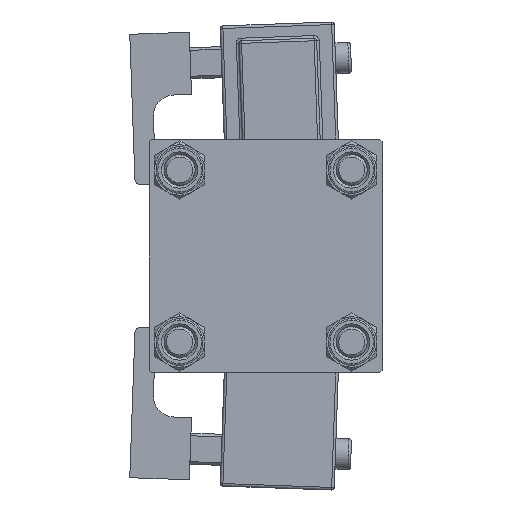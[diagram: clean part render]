
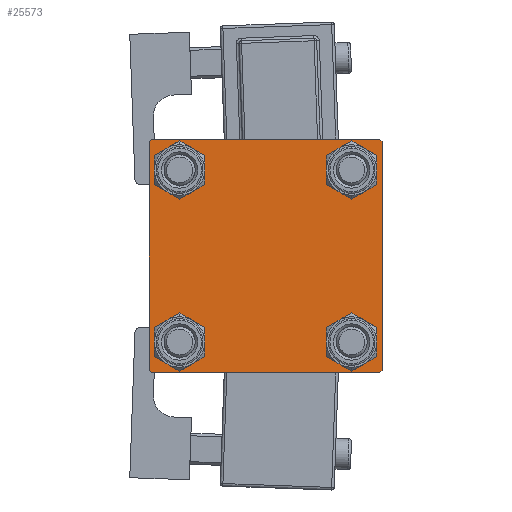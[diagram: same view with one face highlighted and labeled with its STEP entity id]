
A CAD part, left-side view. The second image highlights one B-rep face of the part: STEP entity #25573.
In plain terms, the highlighted planar face has unit normal (-1, 0, 0).
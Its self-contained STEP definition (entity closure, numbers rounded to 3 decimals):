
#1004 = CARTESIAN_POINT ( 'NONE',  ( 0., 22., 22.5 ) ) ;
#1345 = ORIENTED_EDGE ( 'NONE', *, *, #19620, .T. ) ;
#1907 = VECTOR ( 'NONE', #27978, 1000. ) ;
#2143 = CARTESIAN_POINT ( 'NONE',  ( 0., -16.6, -16.6 ) ) ;
#2352 = VERTEX_POINT ( 'NONE', #1004 ) ;
#2673 = EDGE_CURVE ( 'NONE', #34568, #12908, #48769, .T. ) ;
#3024 = ORIENTED_EDGE ( 'NONE', *, *, #10497, .T. ) ;
#3598 = CARTESIAN_POINT ( 'NONE',  ( 0., -22.25, 22.25 ) ) ;
#3919 = CARTESIAN_POINT ( 'NONE',  ( 0., 22.5, 22.5 ) ) ;
#3989 = VECTOR ( 'NONE', #34850, 1000. ) ;
#4022 = CIRCLE ( 'NONE', #44977, 3.5 ) ;
#4860 = DIRECTION ( 'NONE',  ( 0., 0., 1. ) ) ;
#5111 = VECTOR ( 'NONE', #35957, 1000. ) ;
#5210 = EDGE_LOOP ( 'NONE', ( #1345, #44491 ) ) ;
#5672 = VERTEX_POINT ( 'NONE', #26198 ) ;
#5990 = DIRECTION ( 'NONE',  ( 0., 0.707, -0.707 ) ) ;
#6065 = CARTESIAN_POINT ( 'NONE',  ( 0., 16.6, -13.1 ) ) ;
#6142 = CARTESIAN_POINT ( 'NONE',  ( 0., -22.25, -22.25 ) ) ;
#6590 = VERTEX_POINT ( 'NONE', #10897 ) ;
#6985 = VERTEX_POINT ( 'NONE', #50526 ) ;
#7174 = FACE_OUTER_BOUND ( 'NONE', #49664, .T. ) ;
#7198 = VECTOR ( 'NONE', #25670, 1000. ) ;
#7803 = EDGE_CURVE ( 'NONE', #41459, #41521, #28196, .T. ) ;
#8272 = CARTESIAN_POINT ( 'NONE',  ( 0., -16.6, -13.1 ) ) ;
#8285 = VERTEX_POINT ( 'NONE', #43761 ) ;
#9352 = VERTEX_POINT ( 'NONE', #17679 ) ;
#9380 = CARTESIAN_POINT ( 'NONE',  ( 0., 22.5, -22.5 ) ) ;
#9948 = VECTOR ( 'NONE', #25907, 1000. ) ;
#9988 = CARTESIAN_POINT ( 'NONE',  ( 0., 22.25, 22.25 ) ) ;
#10316 = VECTOR ( 'NONE', #5990, 1000. ) ;
#10497 = EDGE_CURVE ( 'NONE', #50277, #12908, #26439, .T. ) ;
#10507 = DIRECTION ( 'NONE',  ( 1., 0., 0. ) ) ;
#10848 = CIRCLE ( 'NONE', #12576, 3.5 ) ;
#10897 = CARTESIAN_POINT ( 'NONE',  ( 0., -16.6, 20.1 ) ) ;
#10919 = DIRECTION ( 'NONE',  ( -1., 0., 0. ) ) ;
#12079 = CARTESIAN_POINT ( 'NONE',  ( 0., 16.6, -16.6 ) ) ;
#12497 = ORIENTED_EDGE ( 'NONE', *, *, #27601, .T. ) ;
#12545 = CARTESIAN_POINT ( 'NONE',  ( 0., -16.6, -20.1 ) ) ;
#12576 = AXIS2_PLACEMENT_3D ( 'NONE', #12797, #17064, #44849 ) ;
#12797 = CARTESIAN_POINT ( 'NONE',  ( 0., 16.6, -16.6 ) ) ;
#12908 = VERTEX_POINT ( 'NONE', #41380 ) ;
#12981 = EDGE_CURVE ( 'NONE', #2352, #26552, #35996, .T. ) ;
#13629 = LINE ( 'NONE', #25378, #9948 ) ;
#13911 = CARTESIAN_POINT ( 'NONE',  ( 0., -22., -22.5 ) ) ;
#14248 = CIRCLE ( 'NONE', #49234, 3.5 ) ;
#14721 = VECTOR ( 'NONE', #50732, 1000. ) ;
#16114 = EDGE_LOOP ( 'NONE', ( #31853, #28434 ) ) ;
#16176 = DIRECTION ( 'NONE',  ( 0., 0., 1. ) ) ;
#16883 = DIRECTION ( 'NONE',  ( 1., 0., 0. ) ) ;
#17064 = DIRECTION ( 'NONE',  ( 1., 0., 0. ) ) ;
#17345 = ORIENTED_EDGE ( 'NONE', *, *, #46450, .T. ) ;
#17679 = CARTESIAN_POINT ( 'NONE',  ( 0., 16.6, 13.1 ) ) ;
#18247 = CARTESIAN_POINT ( 'NONE',  ( 0., 16.6, 16.6 ) ) ;
#18330 = CIRCLE ( 'NONE', #35388, 3.5 ) ;
#18353 = EDGE_CURVE ( 'NONE', #6985, #50058, #32488, .T. ) ;
#18428 = CARTESIAN_POINT ( 'NONE',  ( 0., 16.6, 16.6 ) ) ;
#18527 = CARTESIAN_POINT ( 'NONE',  ( 0., -16.6, 16.6 ) ) ;
#18647 = EDGE_CURVE ( 'NONE', #8285, #50277, #45971, .T. ) ;
#18937 = FACE_BOUND ( 'NONE', #16114, .T. ) ;
#19020 = DIRECTION ( 'NONE',  ( 1., 0., 0. ) ) ;
#19620 = EDGE_CURVE ( 'NONE', #6590, #46470, #18330, .T. ) ;
#20242 = CARTESIAN_POINT ( 'NONE',  ( 0., 22.5, 22.5 ) ) ;
#20796 = EDGE_LOOP ( 'NONE', ( #24260, #48342 ) ) ;
#20851 = VECTOR ( 'NONE', #39714, 1000. ) ;
#21121 = AXIS2_PLACEMENT_3D ( 'NONE', #40383, #16883, #4860 ) ;
#21996 = AXIS2_PLACEMENT_3D ( 'NONE', #2143, #51281, #42482 ) ;
#22275 = DIRECTION ( 'NONE',  ( 0., 0., 1. ) ) ;
#22651 = ORIENTED_EDGE ( 'NONE', *, *, #35215, .T. ) ;
#23202 = FACE_BOUND ( 'NONE', #29107, .T. ) ;
#24260 = ORIENTED_EDGE ( 'NONE', *, *, #40279, .T. ) ;
#25378 = CARTESIAN_POINT ( 'NONE',  ( 0., 22.25, -22.25 ) ) ;
#25573 = ADVANCED_FACE ( 'NONE', ( #51257, #18937, #43759, #23202, #7174 ), #44028, .T. ) ;
#25670 = DIRECTION ( 'NONE',  ( 0., -1., 0. ) ) ;
#25907 = DIRECTION ( 'NONE',  ( 0., -0.707, -0.707 ) ) ;
#26171 = DIRECTION ( 'NONE',  ( 0., 0., 1. ) ) ;
#26198 = CARTESIAN_POINT ( 'NONE',  ( 0., 16.6, 20.1 ) ) ;
#26439 = LINE ( 'NONE', #6142, #14721 ) ;
#26552 = VERTEX_POINT ( 'NONE', #39563 ) ;
#26931 = EDGE_CURVE ( 'NONE', #9352, #5672, #4022, .T. ) ;
#27601 = EDGE_CURVE ( 'NONE', #5672, #9352, #14248, .T. ) ;
#27677 = DIRECTION ( 'NONE',  ( 1., 0., 0. ) ) ;
#27879 = EDGE_CURVE ( 'NONE', #41521, #41459, #52668, .T. ) ;
#27978 = DIRECTION ( 'NONE',  ( 0., -1., 0. ) ) ;
#28196 = CIRCLE ( 'NONE', #41845, 3.5 ) ;
#28434 = ORIENTED_EDGE ( 'NONE', *, *, #27879, .T. ) ;
#29107 = EDGE_LOOP ( 'NONE', ( #12497, #36744 ) ) ;
#29704 = ORIENTED_EDGE ( 'NONE', *, *, #48397, .T. ) ;
#29824 = ORIENTED_EDGE ( 'NONE', *, *, #2673, .F. ) ;
#31853 = ORIENTED_EDGE ( 'NONE', *, *, #7803, .T. ) ;
#32488 = LINE ( 'NONE', #3919, #20851 ) ;
#33939 = CARTESIAN_POINT ( 'NONE',  ( 0., -22.5, 22. ) ) ;
#34315 = CARTESIAN_POINT ( 'NONE',  ( 0., 22.5, -22. ) ) ;
#34517 = DIRECTION ( 'NONE',  ( 0., 0., 1. ) ) ;
#34568 = VERTEX_POINT ( 'NONE', #33939 ) ;
#34850 = DIRECTION ( 'NONE',  ( 0., 0.707, 0.707 ) ) ;
#35210 = DIRECTION ( 'NONE',  ( 0., 0., 1. ) ) ;
#35215 = EDGE_CURVE ( 'NONE', #2352, #6985, #42295, .T. ) ;
#35388 = AXIS2_PLACEMENT_3D ( 'NONE', #18527, #10507, #22275 ) ;
#35957 = DIRECTION ( 'NONE',  ( 0., 0., -1. ) ) ;
#35996 = LINE ( 'NONE', #20242, #1907 ) ;
#36458 = CARTESIAN_POINT ( 'NONE',  ( 0., -16.6, -16.6 ) ) ;
#36744 = ORIENTED_EDGE ( 'NONE', *, *, #26931, .T. ) ;
#37188 = AXIS2_PLACEMENT_3D ( 'NONE', #39487, #10919, #35210 ) ;
#37877 = CIRCLE ( 'NONE', #48107, 3.5 ) ;
#39487 = CARTESIAN_POINT ( 'NONE',  ( 0., 0., 0. ) ) ;
#39563 = CARTESIAN_POINT ( 'NONE',  ( 0., -22., 22.5 ) ) ;
#39714 = DIRECTION ( 'NONE',  ( 0., 0., -1. ) ) ;
#40279 = EDGE_CURVE ( 'NONE', #51266, #44812, #37877, .T. ) ;
#40383 = CARTESIAN_POINT ( 'NONE',  ( 0., -16.6, 16.6 ) ) ;
#41259 = ORIENTED_EDGE ( 'NONE', *, *, #18647, .T. ) ;
#41380 = CARTESIAN_POINT ( 'NONE',  ( 0., -22.5, -22. ) ) ;
#41459 = VERTEX_POINT ( 'NONE', #8272 ) ;
#41521 = VERTEX_POINT ( 'NONE', #12545 ) ;
#41845 = AXIS2_PLACEMENT_3D ( 'NONE', #36458, #52749, #16176 ) ;
#42295 = LINE ( 'NONE', #9988, #10316 ) ;
#42482 = DIRECTION ( 'NONE',  ( 0., 0., 1. ) ) ;
#43139 = CARTESIAN_POINT ( 'NONE',  ( 0., -16.6, 13.1 ) ) ;
#43265 = CIRCLE ( 'NONE', #21121, 3.5 ) ;
#43759 = FACE_BOUND ( 'NONE', #20796, .T. ) ;
#43761 = CARTESIAN_POINT ( 'NONE',  ( 0., 22., -22.5 ) ) ;
#44028 = PLANE ( 'NONE',  #37188 ) ;
#44127 = DIRECTION ( 'NONE',  ( 0., 0., 1. ) ) ;
#44491 = ORIENTED_EDGE ( 'NONE', *, *, #47418, .T. ) ;
#44812 = VERTEX_POINT ( 'NONE', #46125 ) ;
#44849 = DIRECTION ( 'NONE',  ( 0., 0., 1. ) ) ;
#44977 = AXIS2_PLACEMENT_3D ( 'NONE', #18428, #27677, #26171 ) ;
#45971 = LINE ( 'NONE', #9380, #7198 ) ;
#46125 = CARTESIAN_POINT ( 'NONE',  ( 0., 16.6, -20.1 ) ) ;
#46450 = EDGE_CURVE ( 'NONE', #34568, #26552, #51163, .T. ) ;
#46470 = VERTEX_POINT ( 'NONE', #43139 ) ;
#47418 = EDGE_CURVE ( 'NONE', #46470, #6590, #43265, .T. ) ;
#48107 = AXIS2_PLACEMENT_3D ( 'NONE', #12079, #48392, #44127 ) ;
#48342 = ORIENTED_EDGE ( 'NONE', *, *, #50487, .T. ) ;
#48392 = DIRECTION ( 'NONE',  ( 1., 0., 0. ) ) ;
#48397 = EDGE_CURVE ( 'NONE', #50058, #8285, #13629, .T. ) ;
#48502 = CARTESIAN_POINT ( 'NONE',  ( 0., -22.5, 22.5 ) ) ;
#48769 = LINE ( 'NONE', #48502, #5111 ) ;
#49234 = AXIS2_PLACEMENT_3D ( 'NONE', #18247, #19020, #34517 ) ;
#49664 = EDGE_LOOP ( 'NONE', ( #52435, #29704, #41259, #3024, #29824, #17345, #50408, #22651 ) ) ;
#50058 = VERTEX_POINT ( 'NONE', #34315 ) ;
#50277 = VERTEX_POINT ( 'NONE', #13911 ) ;
#50408 = ORIENTED_EDGE ( 'NONE', *, *, #12981, .F. ) ;
#50487 = EDGE_CURVE ( 'NONE', #44812, #51266, #10848, .T. ) ;
#50526 = CARTESIAN_POINT ( 'NONE',  ( 0., 22.5, 22. ) ) ;
#50732 = DIRECTION ( 'NONE',  ( 0., -0.707, 0.707 ) ) ;
#51163 = LINE ( 'NONE', #3598, #3989 ) ;
#51257 = FACE_BOUND ( 'NONE', #5210, .T. ) ;
#51266 = VERTEX_POINT ( 'NONE', #6065 ) ;
#51281 = DIRECTION ( 'NONE',  ( 1., 0., 0. ) ) ;
#52435 = ORIENTED_EDGE ( 'NONE', *, *, #18353, .T. ) ;
#52668 = CIRCLE ( 'NONE', #21996, 3.5 ) ;
#52749 = DIRECTION ( 'NONE',  ( 1., 0., 0. ) ) ;
